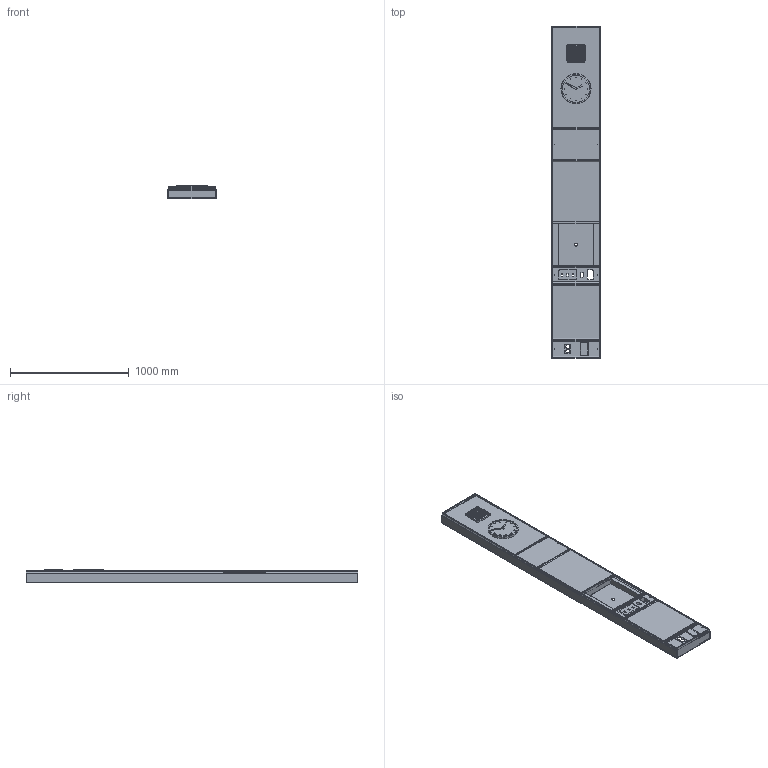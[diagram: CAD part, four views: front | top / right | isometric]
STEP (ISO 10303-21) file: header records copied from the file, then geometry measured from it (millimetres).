
FILE_DESCRIPTION (( 'STEP AP203' ), '1' );
FILE_NAME ('Sample School Panel (16in) (3D).STEP', '2024-04-23T19:02:21', ( '' ), ( '' ), 'SwSTEP 2.0', 'SolidWorks 2023', '' );
FILE_SCHEMA (( 'CONFIG_CONTROL_DESIGN' ));
Length unit declared in the file: inch
Products named in the file (24): 621-351; AFP-344; 3 gang switch plate; p-lam 2; AFP-155; Sub assy fascia 4 w tub; fire alarm 6x6; p-lam 3; BOTTOM; Sample School Panel (16in) (3D); plam channel; speaker screen lite; Sub assy outer frame; duplex insert; cork block; Sub assy speaker screen; blank cover; clock; 620-254; Sub assy fascia 2; A15989A; phone tub; p-lam 1
Assembly tree (32 placements, depth 3):
  Sample School Panel (16in) (3D)
    Sub assy outer frame
      AFP-155
      620-254
    Sub assy fascia 2
      AFP-344
      A15989A
      BOTTOM
      cork block  x2
    Sub assy fascia 4 w tub
      AFP-344
      621-351  x2
      A15989A
      phone tub
      cork block  x2
      plam channel
    Sub assy speaker screen
      speaker screen lite
      A15989A  x2
      cork block  x2
    p-lam 1
    p-lam 2
    p-lam 3
    3 gang switch plate
    blank cover
    clock
    duplex insert
    fire alarm 6x6
Bounding box: 406.4 x 2794 x 109.86 mm (x, y, z)
Volume: 13009997.5 mm3; surface area: 5276233.5 mm2
Topology: 29 solids, 29 shells, 720 faces, 1884 edges, 1250 vertices
Faces by surface type: plane 566, cylinder 148, torus 6
Entity records: 20690 total; most frequent: CARTESIAN_POINT 3143, ORIENTED_EDGE 3036, DIRECTION 3012, EDGE_CURVE 1518, VECTOR 1262, LINE 1262, VERTEX_POINT 1006, AXIS2_PLACEMENT_3D 875
